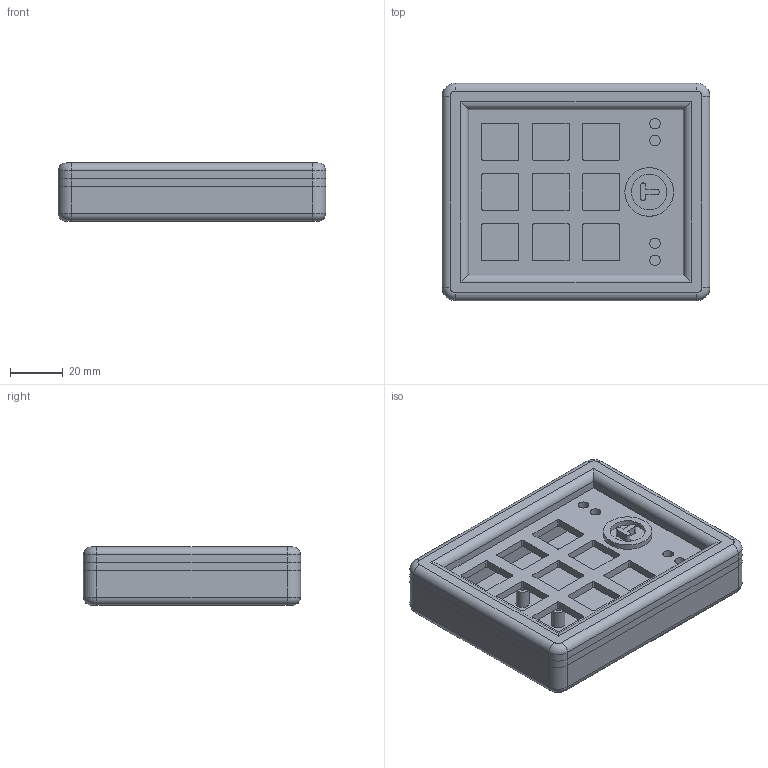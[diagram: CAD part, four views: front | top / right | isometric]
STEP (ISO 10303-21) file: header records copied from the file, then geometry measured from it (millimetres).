
FILE_DESCRIPTION(/* description */ ('STEP AP242','CAx-IF Rec.Pracs.---Representation and Presentation of Product Manufacturing Information (PMI)---4.0---2014-10-13','CAx-IF Rec.Pracs.---3D Tessellated Geometry---0.4---2014-09-14','2;1'),/* implementation_level */ '2;1');
FILE_NAME(/* name */ '670d54e257874a47bf71a3c8',/* time_stamp */ '2024-10-14T17:29:06Z',/* author */ (''),/* organization */ (''),/* preprocessor_version */ 'ST-DEVELOPER v20',/* originating_system */ ' ',/* authorisation */ ' ');
FILE_SCHEMA (('AP242_MANAGED_MODEL_BASED_3D_ENGINEERING_MIM_LF { 1 0 10303 442 1 1 4 }'));
Length unit declared in the file: metre
Products named in the file (3): Base; Plate; Top
Bounding box: 101.16 x 82.11 x 22 mm (x, y, z)
Volume: 93272.7 mm3; surface area: 50880.3 mm2
Topology: 3 solids, 3 shells, 395 faces, 1055 edges, 696 vertices
Faces by surface type: plane 187, cylinder 103, bspline 97, torus 8
Full cylindrical faces by diameter (mm): 2.2 x3, 3 x12, 4 x4, 5 x3, 5.4 x4, 13.419 x1, 18.366 x1
Entity records: 12627 total; most frequent: CARTESIAN_POINT 3208, ORIENTED_EDGE 2050, DIRECTION 1635, EDGE_CURVE 1025, VERTEX_POINT 694, LINE 613, VECTOR 613, AXIS2_PLACEMENT_3D 511
